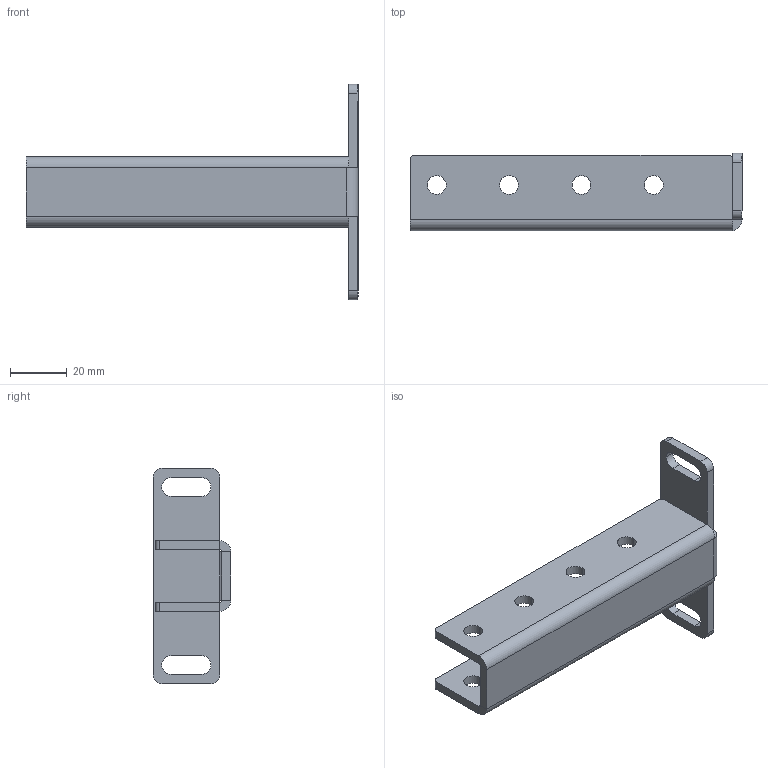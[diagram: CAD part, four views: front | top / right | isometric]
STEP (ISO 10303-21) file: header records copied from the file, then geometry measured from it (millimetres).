
FILE_DESCRIPTION (( 'STEP AP203' ), '1' );
FILE_NAME ('am-0825 Nano Tube Side Mount.STEP', '2014-01-10T20:04:29', ( '' ), ( '' ), 'SwSTEP 2.0', 'SolidWorks 2010', '' );
FILE_SCHEMA (( 'CONFIG_CONTROL_DESIGN' ));
Length unit declared in the file: inch
Products named in the file (1): am-0825 Nano Tube Side Mount
Bounding box: 116.59 x 27.3 x 75.69 mm (x, y, z)
Volume: 29249.7 mm3; surface area: 20895.4 mm2
Topology: 1 solids, 1 shells, 68 faces, 176 edges, 110 vertices
Faces by surface type: cylinder 36, plane 32
Entity records: 2197 total; most frequent: DIRECTION 388, CARTESIAN_POINT 355, ORIENTED_EDGE 352, EDGE_CURVE 176, AXIS2_PLACEMENT_3D 143, VERTEX_POINT 110, VECTOR 102, LINE 102
